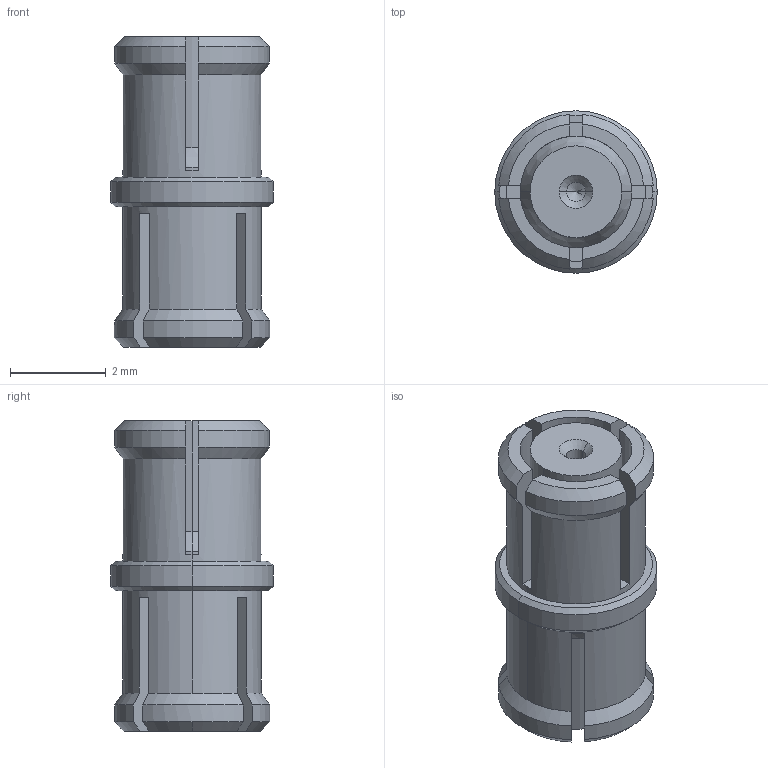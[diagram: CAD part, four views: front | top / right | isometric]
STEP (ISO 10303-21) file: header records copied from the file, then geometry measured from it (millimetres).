
FILE_DESCRIPTION (( 'STEP AP203' ), '1' );
FILE_NAME ('旃-50-968堎.STEP', '2020-03-05T02:34:48', ( '' ), ( '' ), 'SwSTEP 2.0', 'SolidWorks 2017', '' );
FILE_SCHEMA (( 'CONFIG_CONTROL_DESIGN' ));
Length unit declared in the file: millimetre
Products named in the file (1): 旃-50-968堎
Bounding box: 3.4 x 3.4 x 6.5 mm (x, y, z)
Volume: 36.6 mm3; surface area: 159.6 mm2
Topology: 1 solids, 1 shells, 111 faces, 285 edges, 176 vertices
Faces by surface type: cylinder 41, plane 36, cone 34
Entity records: 3462 total; most frequent: CARTESIAN_POINT 677, DIRECTION 591, ORIENTED_EDGE 562, EDGE_CURVE 281, AXIS2_PLACEMENT_3D 230, VERTEX_POINT 176, VECTOR 131, LINE 131
